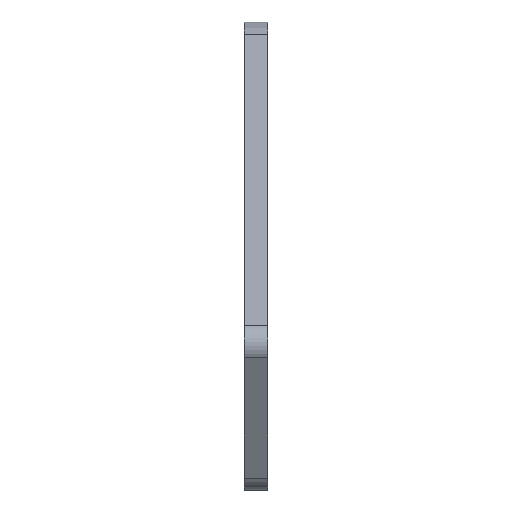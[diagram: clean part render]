
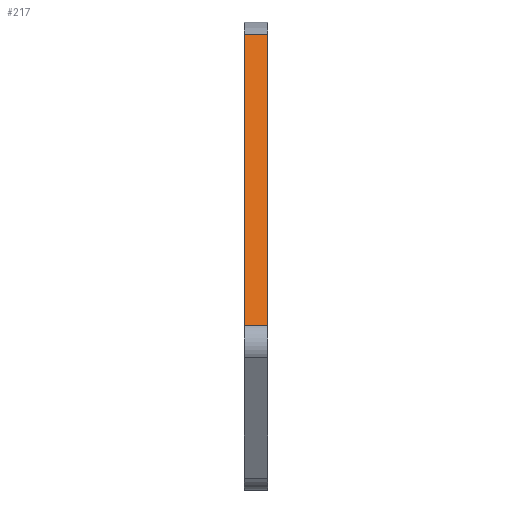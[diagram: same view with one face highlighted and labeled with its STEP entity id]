
A CAD part, left-side view. The second image highlights one B-rep face of the part: STEP entity #217.
In plain terms, the highlighted planar face has unit normal (-0.5, 0, 0.866).
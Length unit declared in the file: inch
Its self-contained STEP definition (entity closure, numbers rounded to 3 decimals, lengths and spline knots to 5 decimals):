
#25 = EDGE_CURVE ( 'NONE', #1329, #223, #193, .T. ) ;
#91 = LINE ( 'NONE', #1483, #1492 ) ;
#110 = DIRECTION ( 'NONE',  ( -0.866, 0., -0.5 ) ) ;
#193 = LINE ( 'NONE', #294, #560 ) ;
#209 = ORIENTED_EDGE ( 'NONE', *, *, #25, .F. ) ;
#217 = ADVANCED_FACE ( 'NONE', ( #910 ), #579, .F. ) ;
#223 = VERTEX_POINT ( 'NONE', #915 ) ;
#294 = CARTESIAN_POINT ( 'NONE',  ( -0.13397, 0.125, 0.5 ) ) ;
#326 = AXIS2_PLACEMENT_3D ( 'NONE', #554, #442, #110 ) ;
#348 = CARTESIAN_POINT ( 'NONE',  ( -2.95633, 0.125, -1.12949 ) ) ;
#442 = DIRECTION ( 'NONE',  ( 0.5, 0., -0.866 ) ) ;
#475 = CARTESIAN_POINT ( 'NONE',  ( -2.95633, 0., -1.12949 ) ) ;
#485 = DIRECTION ( 'NONE',  ( 0.866, 0., 0.5 ) ) ;
#552 = LINE ( 'NONE', #348, #1198 ) ;
#554 = CARTESIAN_POINT ( 'NONE',  ( -0.13397, 0.125, 0.5 ) ) ;
#560 = VECTOR ( 'NONE', #1107, 39.37008 ) ;
#579 = PLANE ( 'NONE',  #326 ) ;
#602 = EDGE_CURVE ( 'NONE', #1329, #1210, #552, .T. ) ;
#654 = EDGE_LOOP ( 'NONE', ( #209, #1353, #831, #1088 ) ) ;
#664 = VERTEX_POINT ( 'NONE', #1149 ) ;
#687 = DIRECTION ( 'NONE',  ( 0., -1., 0. ) ) ;
#740 = LINE ( 'NONE', #1071, #1021 ) ;
#831 = ORIENTED_EDGE ( 'NONE', *, *, #1489, .T. ) ;
#864 = CARTESIAN_POINT ( 'NONE',  ( -2.95633, 0.125, -1.12949 ) ) ;
#910 = FACE_OUTER_BOUND ( 'NONE', #654, .T. ) ;
#915 = CARTESIAN_POINT ( 'NONE',  ( -0.25, 0.125, 0.43301 ) ) ;
#1021 = VECTOR ( 'NONE', #485, 39.37008 ) ;
#1059 = EDGE_CURVE ( 'NONE', #664, #223, #91, .T. ) ;
#1071 = CARTESIAN_POINT ( 'NONE',  ( -0.13397, 0., 0.5 ) ) ;
#1088 = ORIENTED_EDGE ( 'NONE', *, *, #1059, .T. ) ;
#1107 = DIRECTION ( 'NONE',  ( 0.866, 0., 0.5 ) ) ;
#1149 = CARTESIAN_POINT ( 'NONE',  ( -0.25, 0., 0.43301 ) ) ;
#1198 = VECTOR ( 'NONE', #687, 39.37008 ) ;
#1210 = VERTEX_POINT ( 'NONE', #475 ) ;
#1329 = VERTEX_POINT ( 'NONE', #864 ) ;
#1353 = ORIENTED_EDGE ( 'NONE', *, *, #602, .T. ) ;
#1370 = DIRECTION ( 'NONE',  ( 0., 1., 0. ) ) ;
#1483 = CARTESIAN_POINT ( 'NONE',  ( -0.25, 0.125, 0.43301 ) ) ;
#1489 = EDGE_CURVE ( 'NONE', #1210, #664, #740, .T. ) ;
#1492 = VECTOR ( 'NONE', #1370, 39.37008 ) ;
